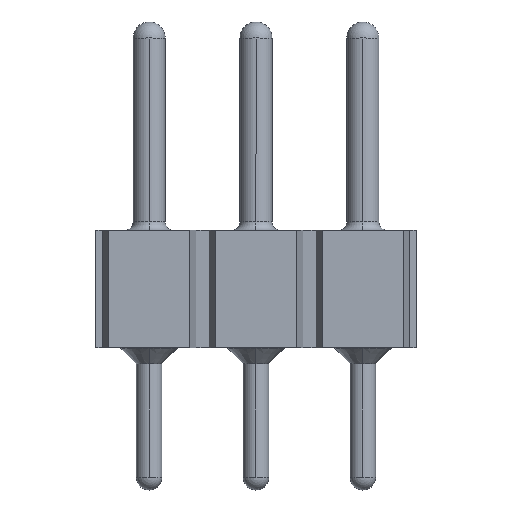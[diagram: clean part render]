
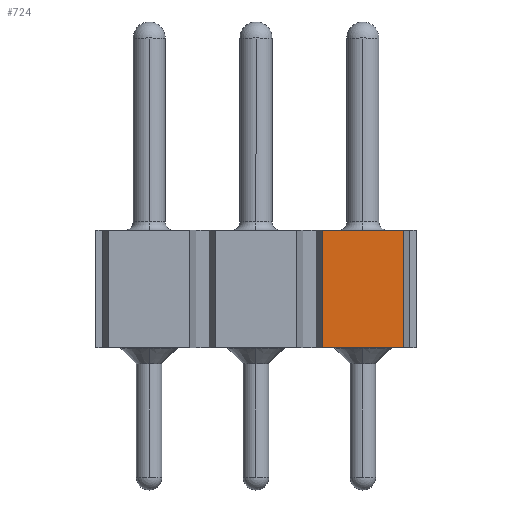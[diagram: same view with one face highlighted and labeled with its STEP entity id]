
A CAD part, top view. The second image highlights one B-rep face of the part: STEP entity #724.
In plain terms, the highlighted planar face has unit normal (0, 0, 1).
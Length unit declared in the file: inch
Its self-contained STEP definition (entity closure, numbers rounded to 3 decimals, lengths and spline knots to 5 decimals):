
#14 = LINE ( 'NONE', #1391, #525 ) ;
#110 = ORIENTED_EDGE ( 'NONE', *, *, #1124, .F. ) ;
#128 = CARTESIAN_POINT ( 'NONE',  ( 0., -0.11, 0. ) ) ;
#140 = DIRECTION ( 'NONE',  ( 1., 0., 0. ) ) ;
#208 = CARTESIAN_POINT ( 'NONE',  ( 0.27593, -0.11, 0. ) ) ;
#275 = LINE ( 'NONE', #1340, #2140 ) ;
#302 = FACE_OUTER_BOUND ( 'NONE', #1967, .T. ) ;
#333 = CARTESIAN_POINT ( 'NONE',  ( 0.2, -0.11, 0. ) ) ;
#493 = DIRECTION ( 'NONE',  ( 1., 0., 0. ) ) ;
#525 = VECTOR ( 'NONE', #1381, 39.37008 ) ;
#601 = VECTOR ( 'NONE', #1507, 39.37008 ) ;
#645 = VERTEX_POINT ( 'NONE', #925 ) ;
#677 = VERTEX_POINT ( 'NONE', #333 ) ;
#688 = EDGE_CURVE ( 'NONE', #677, #1275, #1496, .T. ) ;
#724 = ADVANCED_FACE ( 'NONE', ( #302 ), #992, .T. ) ;
#809 = CARTESIAN_POINT ( 'NONE',  ( 0., 0., 0. ) ) ;
#821 = DIRECTION ( 'NONE',  ( 0., 1., 0. ) ) ;
#925 = CARTESIAN_POINT ( 'NONE',  ( 0.27593, 0., 0. ) ) ;
#929 = EDGE_CURVE ( 'NONE', #1275, #645, #14, .T. ) ;
#968 = LINE ( 'NONE', #809, #601 ) ;
#983 = VERTEX_POINT ( 'NONE', #1803 ) ;
#992 = PLANE ( 'NONE',  #1214 ) ;
#997 = VECTOR ( 'NONE', #493, 39.37008 ) ;
#1063 = EDGE_CURVE ( 'NONE', #983, #645, #968, .T. ) ;
#1124 = EDGE_CURVE ( 'NONE', #677, #983, #275, .T. ) ;
#1214 = AXIS2_PLACEMENT_3D ( 'NONE', #1677, #1864, #140 ) ;
#1275 = VERTEX_POINT ( 'NONE', #208 ) ;
#1340 = CARTESIAN_POINT ( 'NONE',  ( 0.2, -0.11, 0. ) ) ;
#1381 = DIRECTION ( 'NONE',  ( 0., 1., 0. ) ) ;
#1391 = CARTESIAN_POINT ( 'NONE',  ( 0.27593, -0.11, 0. ) ) ;
#1496 = LINE ( 'NONE', #128, #997 ) ;
#1507 = DIRECTION ( 'NONE',  ( 1., 0., 0. ) ) ;
#1677 = CARTESIAN_POINT ( 'NONE',  ( 0., -0.11, 0. ) ) ;
#1803 = CARTESIAN_POINT ( 'NONE',  ( 0.2, 0., 0. ) ) ;
#1864 = DIRECTION ( 'NONE',  ( 0., 0., 1. ) ) ;
#1967 = EDGE_LOOP ( 'NONE', ( #110, #2086, #2180, #2133 ) ) ;
#2086 = ORIENTED_EDGE ( 'NONE', *, *, #688, .T. ) ;
#2133 = ORIENTED_EDGE ( 'NONE', *, *, #1063, .F. ) ;
#2140 = VECTOR ( 'NONE', #821, 39.37008 ) ;
#2180 = ORIENTED_EDGE ( 'NONE', *, *, #929, .T. ) ;
